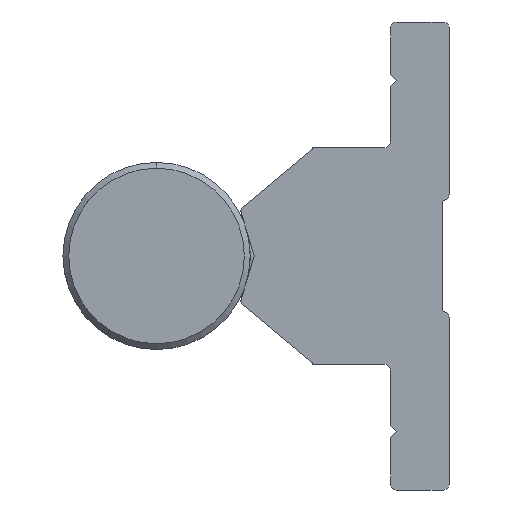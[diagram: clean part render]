
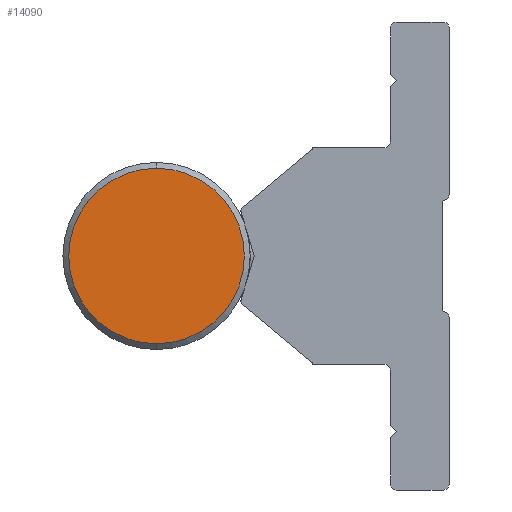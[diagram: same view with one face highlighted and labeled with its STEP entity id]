
A CAD part, left-side view. The second image highlights one B-rep face of the part: STEP entity #14090.
In plain terms, the highlighted planar face has unit normal (-1, 0, 0).
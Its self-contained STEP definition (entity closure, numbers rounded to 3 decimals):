
#1004 = EDGE_CURVE ( 'NONE', #12208, #2304, #5869, .T. ) ;
#1365 = CARTESIAN_POINT ( 'NONE',  ( -575., 0., 7.5 ) ) ;
#2115 = DIRECTION ( 'NONE',  ( 0., 0., 1. ) ) ;
#2304 = VERTEX_POINT ( 'NONE', #1365 ) ;
#4369 = CARTESIAN_POINT ( 'NONE',  ( -575., 0., 0. ) ) ;
#5092 = ORIENTED_EDGE ( 'NONE', *, *, #15600, .T. ) ;
#5653 = DIRECTION ( 'NONE',  ( 0., 0., 1. ) ) ;
#5869 = CIRCLE ( 'NONE', #8880, 7.5 ) ;
#6915 = PLANE ( 'NONE',  #12552 ) ;
#7928 = DIRECTION ( 'NONE',  ( 0., 0., 1. ) ) ;
#8182 = DIRECTION ( 'NONE',  ( -1., 0., 0. ) ) ;
#8880 = AXIS2_PLACEMENT_3D ( 'NONE', #13305, #8182, #2115 ) ;
#9295 = DIRECTION ( 'NONE',  ( -1., 0., 0. ) ) ;
#11205 = ORIENTED_EDGE ( 'NONE', *, *, #1004, .T. ) ;
#11938 = DIRECTION ( 'NONE',  ( -1., 0., 0. ) ) ;
#12208 = VERTEX_POINT ( 'NONE', #14066 ) ;
#12552 = AXIS2_PLACEMENT_3D ( 'NONE', #15403, #9295, #7928 ) ;
#12742 = CIRCLE ( 'NONE', #15904, 7.5 ) ;
#13305 = CARTESIAN_POINT ( 'NONE',  ( -575., 0., 0. ) ) ;
#14025 = EDGE_LOOP ( 'NONE', ( #11205, #5092 ) ) ;
#14066 = CARTESIAN_POINT ( 'NONE',  ( -575., 0., -7.5 ) ) ;
#14090 = ADVANCED_FACE ( 'NONE', ( #15357 ), #6915, .T. ) ;
#15357 = FACE_OUTER_BOUND ( 'NONE', #14025, .T. ) ;
#15403 = CARTESIAN_POINT ( 'NONE',  ( -575., -25., -500. ) ) ;
#15600 = EDGE_CURVE ( 'NONE', #2304, #12208, #12742, .T. ) ;
#15904 = AXIS2_PLACEMENT_3D ( 'NONE', #4369, #11938, #5653 ) ;
